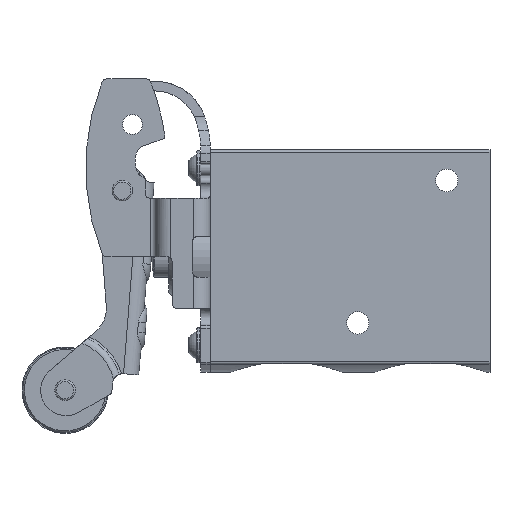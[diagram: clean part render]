
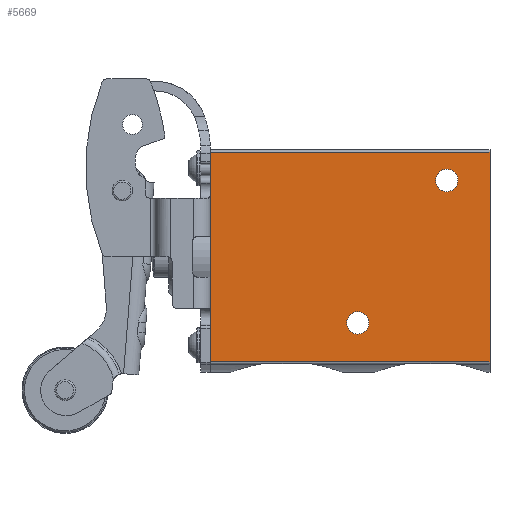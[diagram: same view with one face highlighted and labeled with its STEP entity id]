
A CAD part, left-side view. The second image highlights one B-rep face of the part: STEP entity #5669.
In plain terms, the highlighted face is planar.
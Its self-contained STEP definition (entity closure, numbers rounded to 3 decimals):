
#130=PLANE('',#6076);
#268=CIRCLE('',#6077,2.2);
#269=CIRCLE('',#6078,2.2);
#630=LINE('',#8740,#994);
#635=LINE('',#8782,#999);
#642=LINE('',#8809,#1006);
#643=LINE('',#8810,#1007);
#994=VECTOR('',#6826,1000.);
#999=VECTOR('',#6843,1000.);
#1006=VECTOR('',#6872,1000.);
#1007=VECTOR('',#6873,1000.);
#1405=ORIENTED_EDGE('',*,*,#3093,.T.);
#1406=ORIENTED_EDGE('',*,*,#3094,.T.);
#1407=ORIENTED_EDGE('',*,*,#3095,.T.);
#1408=ORIENTED_EDGE('',*,*,#3081,.F.);
#1409=ORIENTED_EDGE('',*,*,#3096,.F.);
#1410=ORIENTED_EDGE('',*,*,#3068,.T.);
#3068=EDGE_CURVE('',#3915,#3914,#630,.T.);
#3081=EDGE_CURVE('',#3924,#3921,#635,.T.);
#3093=EDGE_CURVE('',#3932,#3932,#268,.T.);
#3094=EDGE_CURVE('',#3933,#3933,#269,.T.);
#3095=EDGE_CURVE('',#3914,#3921,#642,.T.);
#3096=EDGE_CURVE('',#3915,#3924,#643,.T.);
#3914=VERTEX_POINT('',#8739);
#3915=VERTEX_POINT('',#8741);
#3921=VERTEX_POINT('',#8776);
#3924=VERTEX_POINT('',#8781);
#3932=VERTEX_POINT('',#8806);
#3933=VERTEX_POINT('',#8808);
#4597=EDGE_LOOP('',(#1405));
#4598=EDGE_LOOP('',(#1406));
#4599=EDGE_LOOP('',(#1407,#1408,#1409,#1410));
#5047=FACE_BOUND('',#4597,.T.);
#5048=FACE_BOUND('',#4598,.T.);
#5049=FACE_BOUND('',#4599,.T.);
#5669=ADVANCED_FACE('',(#5047,#5048,#5049),#130,.F.);
#6076=AXIS2_PLACEMENT_3D('',#8804,#6866,#6867);
#6077=AXIS2_PLACEMENT_3D('',#8805,#6868,#6869);
#6078=AXIS2_PLACEMENT_3D('',#8807,#6870,#6871);
#6826=DIRECTION('',(0.,-1.,0.));
#6843=DIRECTION('',(0.,-1.,0.));
#6866=DIRECTION('',(0.,0.,1.));
#6867=DIRECTION('',(1.,0.,0.));
#6868=DIRECTION('',(0.,0.,1.));
#6869=DIRECTION('',(1.,0.,0.));
#6870=DIRECTION('',(0.,0.,1.));
#6871=DIRECTION('',(1.,0.,0.));
#6872=DIRECTION('',(-1.,0.,0.));
#6873=DIRECTION('',(-1.,0.,0.));
#8739=CARTESIAN_POINT('',(20.644,0.,-10.));
#8740=CARTESIAN_POINT('',(20.644,55.,-10.));
#8741=CARTESIAN_POINT('',(20.644,55.,-10.));
#8776=CARTESIAN_POINT('',(-20.5,0.,-10.));
#8781=CARTESIAN_POINT('',(-20.5,55.,-10.));
#8782=CARTESIAN_POINT('',(-20.5,55.,-10.));
#8804=CARTESIAN_POINT('',(20.644,55.,-10.));
#8805=CARTESIAN_POINT('',(13.,26.,-10.));
#8806=CARTESIAN_POINT('',(15.2,26.,-10.));
#8807=CARTESIAN_POINT('',(-15.,8.5,-10.));
#8808=CARTESIAN_POINT('',(-12.8,8.5,-10.));
#8809=CARTESIAN_POINT('',(20.644,0.,-10.));
#8810=CARTESIAN_POINT('',(20.644,55.,-10.));
